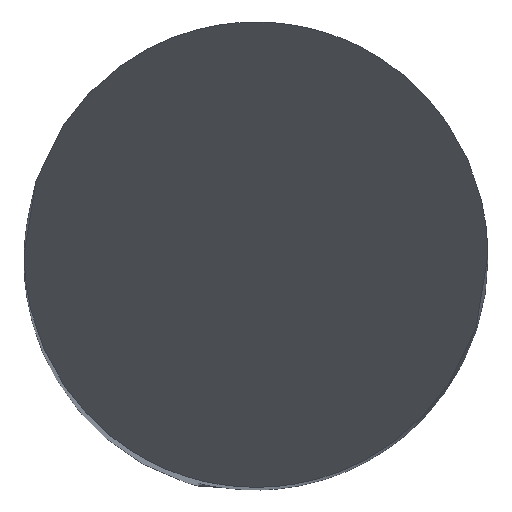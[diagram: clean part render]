
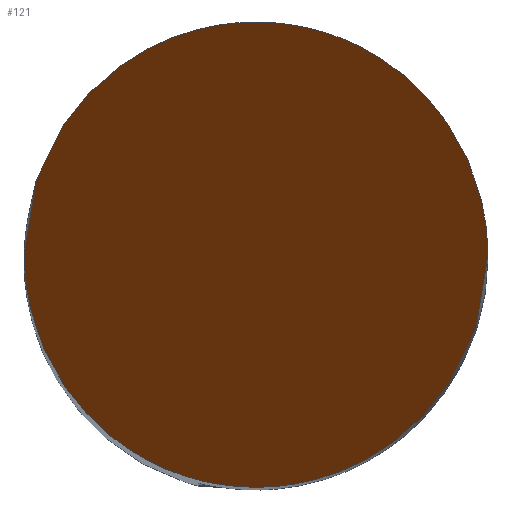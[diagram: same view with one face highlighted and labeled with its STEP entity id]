
A CAD part, top view. The second image highlights one B-rep face of the part: STEP entity #121.
In plain terms, the highlighted planar face has unit normal (0, -0.866, 0.5).
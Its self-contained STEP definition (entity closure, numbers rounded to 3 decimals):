
#42=PLANE('',#564);
#106=(
BOUNDED_CURVE()
B_SPLINE_CURVE(3,(#749,#750,#751,#752),.UNSPECIFIED.,.F.,.F.)
B_SPLINE_CURVE_WITH_KNOTS((4,4),(0.,1.),.UNSPECIFIED.)
CURVE()
GEOMETRIC_REPRESENTATION_ITEM()
RATIONAL_B_SPLINE_CURVE((1.,0.333,0.333,1.))
REPRESENTATION_ITEM('')
);
#109=(
BOUNDED_CURVE()
B_SPLINE_CURVE(3,(#874,#875,#876,#877),.UNSPECIFIED.,.F.,.F.)
B_SPLINE_CURVE_WITH_KNOTS((4,4),(0.,1.),.UNSPECIFIED.)
CURVE()
GEOMETRIC_REPRESENTATION_ITEM()
RATIONAL_B_SPLINE_CURVE((1.,0.333,0.333,1.))
REPRESENTATION_ITEM('')
);
#121=ADVANCED_FACE('',(#153),#42,.F.);
#153=FACE_OUTER_BOUND('',#182,.T.);
#182=EDGE_LOOP('',(#239,#240));
#239=ORIENTED_EDGE('',*,*,#422,.F.);
#240=ORIENTED_EDGE('',*,*,#404,.F.);
#356=VERTEX_POINT('',#753);
#357=VERTEX_POINT('',#754);
#404=EDGE_CURVE('',#356,#357,#106,.T.);
#422=EDGE_CURVE('',#357,#356,#109,.T.);
#564=AXIS2_PLACEMENT_3D('',#934,#620,#621);
#620=DIRECTION('',(0.,0.866,-0.5));
#621=DIRECTION('',(0.,-0.5,-0.866));
#749=CARTESIAN_POINT('',(-2.5,0.,0.));
#750=CARTESIAN_POINT('',(-2.5,5.,8.66));
#751=CARTESIAN_POINT('',(2.5,5.,8.66));
#752=CARTESIAN_POINT('',(2.5,0.,0.));
#753=CARTESIAN_POINT('',(-2.5,0.,0.));
#754=CARTESIAN_POINT('',(2.5,0.,0.));
#874=CARTESIAN_POINT('',(2.5,0.,0.));
#875=CARTESIAN_POINT('',(2.5,-5.,-8.66));
#876=CARTESIAN_POINT('',(-2.5,-5.,-8.66));
#877=CARTESIAN_POINT('',(-2.5,0.,0.));
#934=CARTESIAN_POINT('',(-2.5,2.5,4.33));
